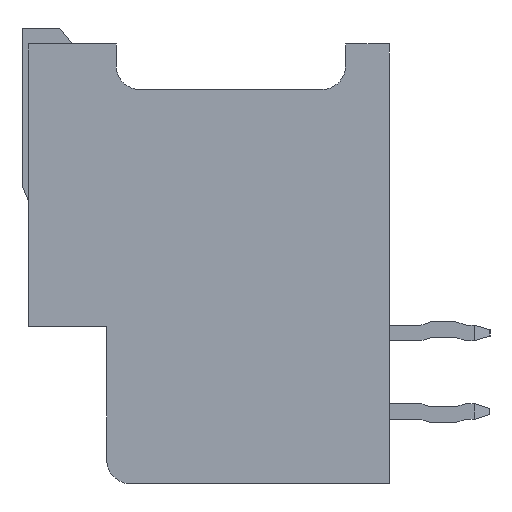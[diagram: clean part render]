
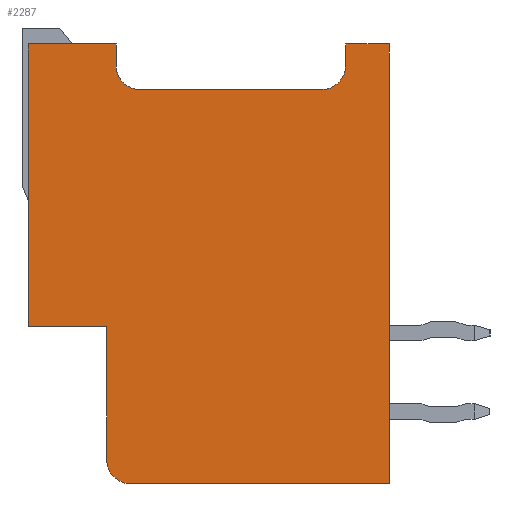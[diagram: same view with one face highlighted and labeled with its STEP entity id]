
A CAD part, left-side view. The second image highlights one B-rep face of the part: STEP entity #2287.
In plain terms, the highlighted planar face has unit normal (-1, 0, 0).
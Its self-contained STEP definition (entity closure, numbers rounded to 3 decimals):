
#2287 = ADVANCED_FACE( '', ( #4421 ), #4422, .F. );
#4421 = FACE_OUTER_BOUND( '', #6480, .T. );
#4422 = PLANE( '', #6481 );
#6480 = EDGE_LOOP( '', ( #12768, #12769, #12770, #12771, #12772, #12773, #12774, #12775, #12776, #12777, #12778, #12779, #12780 ) );
#6481 = AXIS2_PLACEMENT_3D( '', #12781, #12782, #12783 );
#12768 = ORIENTED_EDGE( '', *, *, #15506, .F. );
#12769 = ORIENTED_EDGE( '', *, *, #15431, .T. );
#12770 = ORIENTED_EDGE( '', *, *, #15739, .F. );
#12771 = ORIENTED_EDGE( '', *, *, #15442, .F. );
#12772 = ORIENTED_EDGE( '', *, *, #14365, .F. );
#12773 = ORIENTED_EDGE( '', *, *, #15686, .F. );
#12774 = ORIENTED_EDGE( '', *, *, #15683, .T. );
#12775 = ORIENTED_EDGE( '', *, *, #15380, .F. );
#12776 = ORIENTED_EDGE( '', *, *, #14346, .T. );
#12777 = ORIENTED_EDGE( '', *, *, #13820, .F. );
#12778 = ORIENTED_EDGE( '', *, *, #15535, .F. );
#12779 = ORIENTED_EDGE( '', *, *, #13340, .F. );
#12780 = ORIENTED_EDGE( '', *, *, #15133, .F. );
#12781 = CARTESIAN_POINT( '', ( -18.7, 0., 0. ) );
#12782 = DIRECTION( '', ( 1., 0., 0. ) );
#12783 = DIRECTION( '', ( 0., 0., -1. ) );
#13340 = EDGE_CURVE( '', #16076, #16078, #16079, .T. );
#13820 = EDGE_CURVE( '', #16908, #16903, #16910, .T. );
#14346 = EDGE_CURVE( '', #17752, #16903, #17755, .T. );
#14365 = EDGE_CURVE( '', #17784, #17786, #17787, .T. );
#15133 = EDGE_CURVE( '', #18879, #16076, #18881, .T. );
#15380 = EDGE_CURVE( '', #17752, #19192, #19196, .T. );
#15431 = EDGE_CURVE( '', #19250, #19252, #19254, .F. );
#15442 = EDGE_CURVE( '', #17786, #19269, #19270, .T. );
#15506 = EDGE_CURVE( '', #19250, #18879, #19345, .T. );
#15535 = EDGE_CURVE( '', #16078, #16908, #19376, .T. );
#15683 = EDGE_CURVE( '', #19534, #19192, #19536, .T. );
#15686 = EDGE_CURVE( '', #19534, #17784, #19539, .T. );
#15739 = EDGE_CURVE( '', #19269, #19252, #19592, .T. );
#16076 = VERTEX_POINT( '', #20055 );
#16078 = VERTEX_POINT( '', #20058 );
#16079 = LINE( '', #20059, #20060 );
#16903 = VERTEX_POINT( '', #21269 );
#16908 = VERTEX_POINT( '', #21276 );
#16910 = LINE( '', #21279, #21280 );
#17752 = VERTEX_POINT( '', #22527 );
#17755 = CIRCLE( '', #22531, 0.75 );
#17784 = VERTEX_POINT( '', #22574 );
#17786 = VERTEX_POINT( '', #22577 );
#17787 = LINE( '', #22578, #22579 );
#18879 = VERTEX_POINT( '', #24264 );
#18881 = LINE( '', #24267, #24268 );
#19192 = VERTEX_POINT( '', #24772 );
#19196 = LINE( '', #24778, #24779 );
#19250 = VERTEX_POINT( '', #24860 );
#19252 = VERTEX_POINT( '', #24863 );
#19254 = CIRCLE( '', #24866, 0.75 );
#19269 = VERTEX_POINT( '', #24888 );
#19270 = LINE( '', #24889, #24890 );
#19345 = LINE( '', #25015, #25016 );
#19376 = LINE( '', #25061, #25062 );
#19534 = VERTEX_POINT( '', #25284 );
#19536 = CIRCLE( '', #25287, 0.75 );
#19539 = LINE( '', #25290, #25291 );
#19592 = LINE( '', #25360, #25361 );
#20055 = CARTESIAN_POINT( '', ( -18.7, 7., -2. ) );
#20058 = CARTESIAN_POINT( '', ( -18.7, 7., 7. ) );
#20059 = CARTESIAN_POINT( '', ( -18.7, 7., -2. ) );
#20060 = VECTOR( '', #25553, 1000. );
#21269 = CARTESIAN_POINT( '', ( -18.7, 4.2, 6.3 ) );
#21276 = CARTESIAN_POINT( '', ( -18.7, 4.2, 7. ) );
#21279 = CARTESIAN_POINT( '', ( -18.7, 4.2, 7. ) );
#21280 = VECTOR( '', #25945, 1000. );
#22527 = CARTESIAN_POINT( '', ( -18.7, 3.45, 5.55 ) );
#22531 = AXIS2_PLACEMENT_3D( '', #26376, #26377, #26378 );
#22574 = CARTESIAN_POINT( '', ( -18.7, -3.1, 7. ) );
#22577 = CARTESIAN_POINT( '', ( -18.7, -4.5, 7. ) );
#22578 = CARTESIAN_POINT( '', ( -18.7, -3.1, 7. ) );
#22579 = VECTOR( '', #26394, 1000. );
#24264 = CARTESIAN_POINT( '', ( -18.7, 4.5, -2. ) );
#24267 = CARTESIAN_POINT( '', ( -18.7, 4.5, -2. ) );
#24268 = VECTOR( '', #27004, 1000. );
#24772 = CARTESIAN_POINT( '', ( -18.7, -2.35, 5.55 ) );
#24778 = CARTESIAN_POINT( '', ( -18.7, 4.2, 5.55 ) );
#24779 = VECTOR( '', #27203, 1000. );
#24860 = CARTESIAN_POINT( '', ( -18.7, 4.5, -6.25 ) );
#24863 = CARTESIAN_POINT( '', ( -18.7, 3.75, -7. ) );
#24866 = AXIS2_PLACEMENT_3D( '', #27233, #27234, #27235 );
#24888 = CARTESIAN_POINT( '', ( -18.7, -4.5, -7. ) );
#24889 = CARTESIAN_POINT( '', ( -18.7, -4.5, 7. ) );
#24890 = VECTOR( '', #27243, 1000. );
#25015 = CARTESIAN_POINT( '', ( -18.7, 4.5, -7. ) );
#25016 = VECTOR( '', #27294, 1000. );
#25061 = CARTESIAN_POINT( '', ( -18.7, 7., 7. ) );
#25062 = VECTOR( '', #27312, 1000. );
#25284 = CARTESIAN_POINT( '', ( -18.7, -3.1, 6.3 ) );
#25287 = AXIS2_PLACEMENT_3D( '', #27381, #27382, #27383 );
#25290 = CARTESIAN_POINT( '', ( -18.7, -3.1, 5.55 ) );
#25291 = VECTOR( '', #27384, 1000. );
#25360 = CARTESIAN_POINT( '', ( -18.7, -4.5, -7. ) );
#25361 = VECTOR( '', #27401, 1000. );
#25553 = DIRECTION( '', ( 0., 0., 1. ) );
#25945 = DIRECTION( '', ( 0., 0., -1. ) );
#26376 = CARTESIAN_POINT( '', ( -18.7, 3.45, 6.3 ) );
#26377 = DIRECTION( '', ( 1., 0., 0. ) );
#26378 = DIRECTION( '', ( 0., 0., -1. ) );
#26394 = DIRECTION( '', ( 0., -1., 0. ) );
#27004 = DIRECTION( '', ( 0., 1., 0. ) );
#27203 = DIRECTION( '', ( 0., -1., 0. ) );
#27233 = CARTESIAN_POINT( '', ( -18.7, 3.75, -6.25 ) );
#27234 = DIRECTION( '', ( 1., 0., 0. ) );
#27235 = DIRECTION( '', ( 0., 0., -1. ) );
#27243 = DIRECTION( '', ( 0., 0., -1. ) );
#27294 = DIRECTION( '', ( 0., 0., 1. ) );
#27312 = DIRECTION( '', ( 0., -1., 0. ) );
#27381 = CARTESIAN_POINT( '', ( -18.7, -2.35, 6.3 ) );
#27382 = DIRECTION( '', ( 1., 0., 0. ) );
#27383 = DIRECTION( '', ( 0., 0., -1. ) );
#27384 = DIRECTION( '', ( 0., 0., 1. ) );
#27401 = DIRECTION( '', ( 0., 1., 0. ) );
